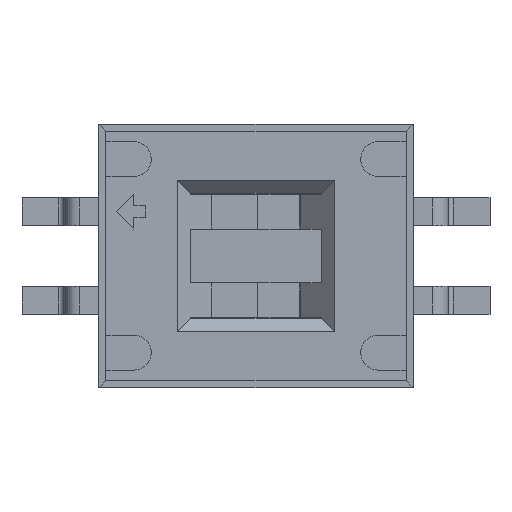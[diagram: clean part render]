
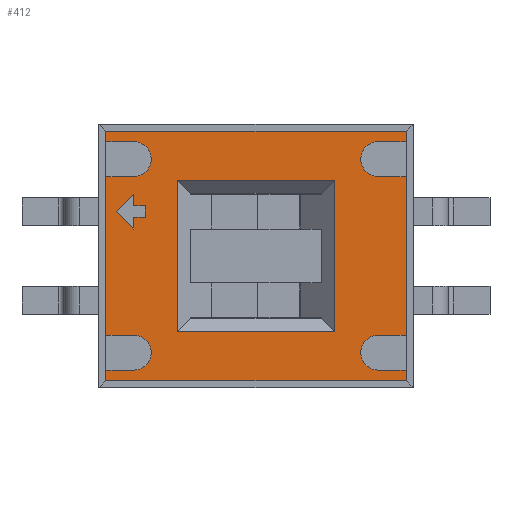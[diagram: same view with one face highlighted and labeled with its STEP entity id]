
A CAD part, top view. The second image highlights one B-rep face of the part: STEP entity #412.
In plain terms, the highlighted planar face has unit normal (0, 0, 1).
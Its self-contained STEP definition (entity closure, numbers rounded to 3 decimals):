
#13=DIRECTION('',(0.,0.,1.));
#35=VECTOR('',#36,1.);
#36=DIRECTION('',(1.,0.,0.));
#62=VECTOR('',#63,1.);
#63=DIRECTION('',(0.,-1.,0.));
#129=VERTEX_POINT('',#130);
#130=CARTESIAN_POINT('',(-1.125,-1.085,1.55));
#136=VERTEX_POINT('',#137);
#137=CARTESIAN_POINT('',(1.125,-1.085,1.55));
#140=EDGE_CURVE('',#129,#136,#141,.T.);
#141=LINE('',#130,#35);
#154=VECTOR('',#155,1.);
#155=DIRECTION('',(0.,1.,0.));
#267=VECTOR('',#268,1.);
#268=DIRECTION('',(-1.,0.,0.));
#279=ORIENTED_EDGE('',*,*,#280,.T.);
#280=EDGE_CURVE('',#281,#129,#283,.T.);
#281=VERTEX_POINT('',#282);
#282=CARTESIAN_POINT('',(-1.125,1.085,1.55));
#283=LINE('',#282,#62);
#412=ADVANCED_FACE('',(#413,#529,#540),#583,.F.);
#413=FACE_BOUND('',#414,.F.);
#414=EDGE_LOOP('',(#415,#422,#427,#433,#439,#446,#451,#455,#461,#468,#473,#476,#481,#485,#493,#502,#509,#513,#519,#526));
#415=ORIENTED_EDGE('',*,*,#416,.F.);
#416=EDGE_CURVE('',#417,#419,#421,.T.);
#417=VERTEX_POINT('',#418);
#418=CARTESIAN_POINT('',(2.15,-1.785,1.55));
#419=VERTEX_POINT('',#420);
#420=CARTESIAN_POINT('',(2.15,-1.635,1.55));
#421=LINE('',#418,#154);
#422=ORIENTED_EDGE('',*,*,#423,.F.);
#423=EDGE_CURVE('',#424,#417,#426,.T.);
#424=VERTEX_POINT('',#425);
#425=CARTESIAN_POINT('',(-2.15,-1.785,1.55));
#426=LINE('',#425,#35);
#427=ORIENTED_EDGE('',*,*,#428,.F.);
#428=EDGE_CURVE('',#429,#424,#431,.T.);
#429=VERTEX_POINT('',#430);
#430=CARTESIAN_POINT('',(-2.15,-1.635,1.55));
#431=LINE('',#432,#62);
#432=CARTESIAN_POINT('',(-2.15,1.785,1.55));
#433=ORIENTED_EDGE('',*,*,#434,.T.);
#434=EDGE_CURVE('',#429,#435,#437,.T.);
#435=VERTEX_POINT('',#436);
#436=CARTESIAN_POINT('',(-1.75,-1.635,1.55));
#437=LINE('',#438,#35);
#438=CARTESIAN_POINT('',(-2.25,-1.635,1.55));
#439=ORIENTED_EDGE('',*,*,#440,.T.);
#440=EDGE_CURVE('',#435,#441,#443,.T.);
#441=VERTEX_POINT('',#442);
#442=CARTESIAN_POINT('',(-1.75,-1.135,1.55));
#443=CIRCLE('',#444,0.25);
#444=AXIS2_PLACEMENT_3D('',#445,#13,#155);
#445=CARTESIAN_POINT('',(-1.75,-1.385,1.55));
#446=ORIENTED_EDGE('',*,*,#447,.T.);
#447=EDGE_CURVE('',#441,#448,#450,.T.);
#448=VERTEX_POINT('',#449);
#449=CARTESIAN_POINT('',(-2.15,-1.135,1.55));
#450=LINE('',#442,#267);
#451=ORIENTED_EDGE('',*,*,#452,.F.);
#452=EDGE_CURVE('',#453,#448,#431,.T.);
#453=VERTEX_POINT('',#454);
#454=CARTESIAN_POINT('',(-2.15,1.135,1.55));
#455=ORIENTED_EDGE('',*,*,#456,.T.);
#456=EDGE_CURVE('',#453,#457,#459,.T.);
#457=VERTEX_POINT('',#458);
#458=CARTESIAN_POINT('',(-1.75,1.135,1.55));
#459=LINE('',#460,#35);
#460=CARTESIAN_POINT('',(-2.25,1.135,1.55));
#461=ORIENTED_EDGE('',*,*,#462,.T.);
#462=EDGE_CURVE('',#457,#463,#465,.T.);
#463=VERTEX_POINT('',#464);
#464=CARTESIAN_POINT('',(-1.75,1.635,1.55));
#465=CIRCLE('',#466,0.25);
#466=AXIS2_PLACEMENT_3D('',#467,#13,#155);
#467=CARTESIAN_POINT('',(-1.75,1.385,1.55));
#468=ORIENTED_EDGE('',*,*,#469,.T.);
#469=EDGE_CURVE('',#463,#470,#472,.T.);
#470=VERTEX_POINT('',#471);
#471=CARTESIAN_POINT('',(-2.15,1.635,1.55));
#472=LINE('',#464,#267);
#473=ORIENTED_EDGE('',*,*,#474,.F.);
#474=EDGE_CURVE('',#475,#470,#431,.T.);
#475=VERTEX_POINT('',#432);
#476=ORIENTED_EDGE('',*,*,#477,.F.);
#477=EDGE_CURVE('',#478,#475,#480,.T.);
#478=VERTEX_POINT('',#479);
#479=CARTESIAN_POINT('',(2.15,1.785,1.55));
#480=LINE('',#479,#267);
#481=ORIENTED_EDGE('',*,*,#482,.F.);
#482=EDGE_CURVE('',#483,#478,#421,.T.);
#483=VERTEX_POINT('',#484);
#484=CARTESIAN_POINT('',(2.15,1.635,1.55));
#485=ORIENTED_EDGE('',*,*,#486,.T.);
#486=EDGE_CURVE('',#483,#487,#489,.T.);
#487=VERTEX_POINT('',#488);
#488=CARTESIAN_POINT('',(1.75,1.635,1.55));
#489=LINE('',#490,#491);
#490=CARTESIAN_POINT('',(2.25,1.635,1.55));
#491=VECTOR('',#492,1.);
#492=DIRECTION('',(-1.,0.,0.));
#493=ORIENTED_EDGE('',*,*,#494,.T.);
#494=EDGE_CURVE('',#487,#495,#497,.T.);
#495=VERTEX_POINT('',#496);
#496=CARTESIAN_POINT('',(1.75,1.135,1.55));
#497=CIRCLE('',#498,0.25);
#498=AXIS2_PLACEMENT_3D('',#499,#500,#501);
#499=CARTESIAN_POINT('',(1.75,1.385,1.55));
#500=DIRECTION('',(0.,0.,1.));
#501=DIRECTION('',(0.,-1.,0.));
#502=ORIENTED_EDGE('',*,*,#503,.T.);
#503=EDGE_CURVE('',#495,#504,#506,.T.);
#504=VERTEX_POINT('',#505);
#505=CARTESIAN_POINT('',(2.15,1.135,1.55));
#506=LINE('',#496,#507);
#507=VECTOR('',#508,1.);
#508=DIRECTION('',(1.,0.,0.));
#509=ORIENTED_EDGE('',*,*,#510,.F.);
#510=EDGE_CURVE('',#511,#504,#421,.T.);
#511=VERTEX_POINT('',#512);
#512=CARTESIAN_POINT('',(2.15,-1.135,1.55));
#513=ORIENTED_EDGE('',*,*,#514,.T.);
#514=EDGE_CURVE('',#511,#515,#517,.T.);
#515=VERTEX_POINT('',#516);
#516=CARTESIAN_POINT('',(1.75,-1.135,1.55));
#517=LINE('',#518,#491);
#518=CARTESIAN_POINT('',(2.25,-1.135,1.55));
#519=ORIENTED_EDGE('',*,*,#520,.T.);
#520=EDGE_CURVE('',#515,#521,#523,.T.);
#521=VERTEX_POINT('',#522);
#522=CARTESIAN_POINT('',(1.75,-1.635,1.55));
#523=CIRCLE('',#524,0.25);
#524=AXIS2_PLACEMENT_3D('',#525,#500,#501);
#525=CARTESIAN_POINT('',(1.75,-1.385,1.55));
#526=ORIENTED_EDGE('',*,*,#527,.T.);
#527=EDGE_CURVE('',#521,#419,#528,.T.);
#528=LINE('',#522,#507);
#529=FACE_BOUND('',#530,.F.);
#530=EDGE_LOOP('',(#531,#532,#537,#279));
#531=ORIENTED_EDGE('',*,*,#140,.T.);
#532=ORIENTED_EDGE('',*,*,#533,.T.);
#533=EDGE_CURVE('',#136,#534,#536,.T.);
#534=VERTEX_POINT('',#535);
#535=CARTESIAN_POINT('',(1.125,1.085,1.55));
#536=LINE('',#137,#154);
#537=ORIENTED_EDGE('',*,*,#538,.T.);
#538=EDGE_CURVE('',#534,#281,#539,.T.);
#539=LINE('',#535,#267);
#540=FACE_BOUND('',#541,.F.);
#541=EDGE_LOOP('',(#542,#551,#558,#565,#570,#575,#580));
#542=ORIENTED_EDGE('',*,*,#543,.T.);
#543=EDGE_CURVE('',#544,#546,#548,.T.);
#544=VERTEX_POINT('',#545);
#545=CARTESIAN_POINT('',(-1.75,0.885,1.55));
#546=VERTEX_POINT('',#547);
#547=CARTESIAN_POINT('',(-2.,0.635,1.55));
#548=LINE('',#545,#549);
#549=VECTOR('',#550,1.);
#550=DIRECTION('',(-0.707,-0.707,0.));
#551=ORIENTED_EDGE('',*,*,#552,.T.);
#552=EDGE_CURVE('',#546,#553,#555,.T.);
#553=VERTEX_POINT('',#554);
#554=CARTESIAN_POINT('',(-1.75,0.385,1.55));
#555=LINE('',#547,#556);
#556=VECTOR('',#557,1.);
#557=DIRECTION('',(0.707,-0.707,0.));
#558=ORIENTED_EDGE('',*,*,#559,.T.);
#559=EDGE_CURVE('',#553,#560,#562,.T.);
#560=VERTEX_POINT('',#561);
#561=CARTESIAN_POINT('',(-1.75,0.552,1.55));
#562=LINE('',#554,#563);
#563=VECTOR('',#564,1.);
#564=DIRECTION('',(0.,1.,0.));
#565=ORIENTED_EDGE('',*,*,#566,.T.);
#566=EDGE_CURVE('',#560,#567,#569,.T.);
#567=VERTEX_POINT('',#568);
#568=CARTESIAN_POINT('',(-1.583,0.552,1.55));
#569=LINE('',#561,#35);
#570=ORIENTED_EDGE('',*,*,#571,.T.);
#571=EDGE_CURVE('',#567,#572,#574,.T.);
#572=VERTEX_POINT('',#573);
#573=CARTESIAN_POINT('',(-1.583,0.718,1.55));
#574=LINE('',#568,#563);
#575=ORIENTED_EDGE('',*,*,#576,.T.);
#576=EDGE_CURVE('',#572,#577,#579,.T.);
#577=VERTEX_POINT('',#578);
#578=CARTESIAN_POINT('',(-1.75,0.718,1.55));
#579=LINE('',#573,#267);
#580=ORIENTED_EDGE('',*,*,#581,.T.);
#581=EDGE_CURVE('',#577,#544,#582,.T.);
#582=LINE('',#578,#563);
#583=PLANE('',#584);
#584=AXIS2_PLACEMENT_3D('',#418,#585,#586);
#585=DIRECTION('',(0.,0.,-1.));
#586=DIRECTION('',(-0.769,0.639,0.));
